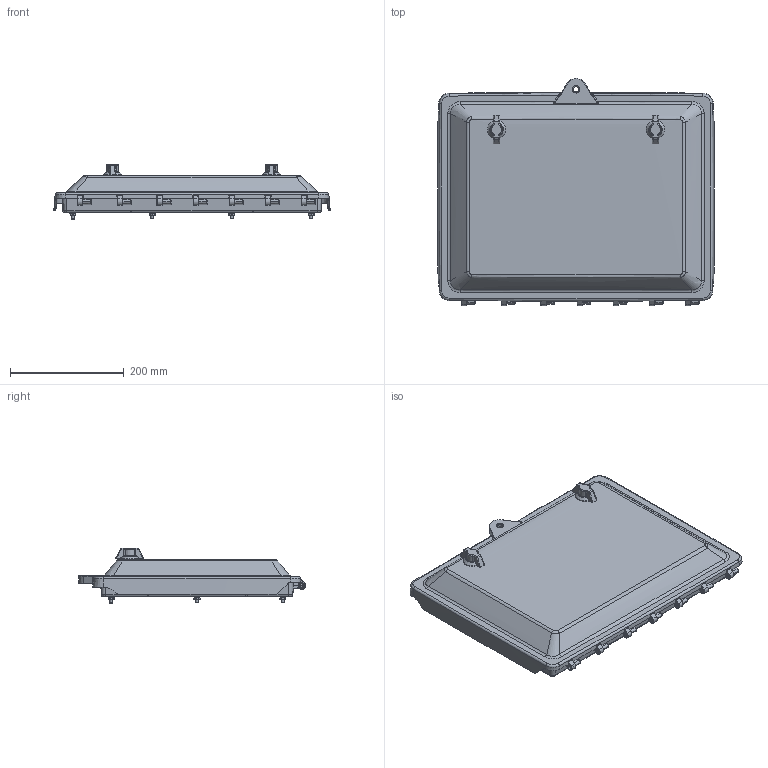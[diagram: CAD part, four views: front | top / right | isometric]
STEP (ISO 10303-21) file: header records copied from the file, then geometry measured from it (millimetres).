
FILE_DESCRIPTION (( 'STEP AP214' ), '1' );
FILE_NAME ('HMICVR1611C.STEP', '2025-02-20T17:59:57', ( '' ), ( '' ), 'SwSTEP 2.0', 'SolidWorks 2024', '' );
FILE_SCHEMA (( 'AUTOMOTIVE_DESIGN' ));
Length unit declared in the file: inch
Products named in the file (1): HMICVR1611C
Bounding box: 486.18 x 399.38 x 97.34 mm (x, y, z)
Volume: 1221410.8 mm3; surface area: 693224.6 mm2
Topology: 55 solids, 55 shells, 2581 faces, 6156 edges, 3707 vertices
Faces by surface type: plane 857, cylinder 643, bspline 515, cone 274, torus 220, sphere 72
Full cylindrical faces by diameter (mm): 0.531 x2, 2.1 x2, 4.826 x21, 5 x23, 5.08 x10, 5.1 x2, 5.5 x2, 6 x2, 6.35 x10, 8.331 x7, 9.398 x1, 9.474 x10, 9.525 x1, 10 x21, 13.5 x2, 15 x2, 19.8 x2, 20.296 x1, 20.309 x1, 21.5 x2, 32 x2
Entity records: 93200 total; most frequent: CARTESIAN_POINT 39379, ORIENTED_EDGE 11754, DIRECTION 9493, EDGE_CURVE 5877, AXIS2_PLACEMENT_3D 3727, VERTEX_POINT 3659, EDGE_LOOP 2980, FACE_OUTER_BOUND 2721
